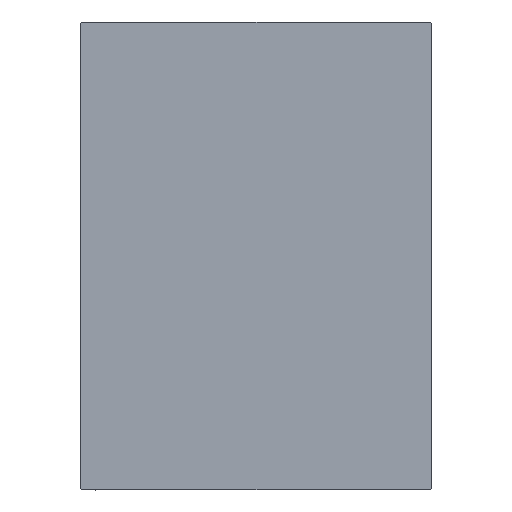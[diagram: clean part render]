
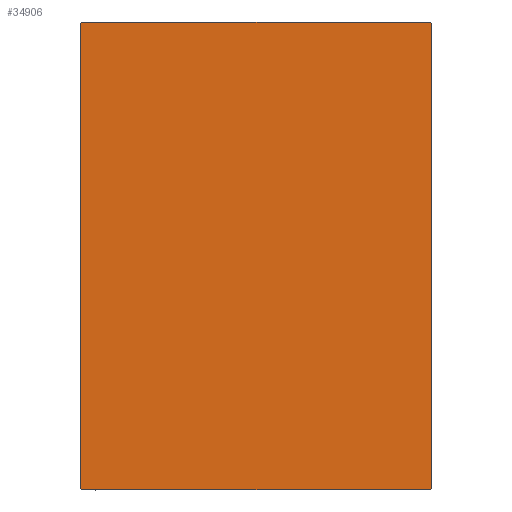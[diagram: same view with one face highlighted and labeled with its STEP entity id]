
A CAD part, left-side view. The second image highlights one B-rep face of the part: STEP entity #34906.
In plain terms, the highlighted face is planar.
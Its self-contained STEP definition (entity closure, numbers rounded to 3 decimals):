
#188 = LINE ( 'NONE', #14146, #34204 ) ;
#1123 = EDGE_CURVE ( 'NONE', #32946, #19708, #16239, .T. ) ;
#2231 = ORIENTED_EDGE ( 'NONE', *, *, #1123, .T. ) ;
#4099 = CARTESIAN_POINT ( 'NONE',  ( 130., 37.5, 49.7 ) ) ;
#4202 = VECTOR ( 'NONE', #34255, 1000. ) ;
#4260 = ORIENTED_EDGE ( 'NONE', *, *, #13803, .T. ) ;
#4908 = CARTESIAN_POINT ( 'NONE',  ( 130., 0., 0. ) ) ;
#5611 = VECTOR ( 'NONE', #30169, 1000. ) ;
#6413 = CARTESIAN_POINT ( 'NONE',  ( 130., 43.6, -43.6 ) ) ;
#8231 = DIRECTION ( 'NONE',  ( 0., 0.707, 0.707 ) ) ;
#8703 = LINE ( 'NONE', #21981, #42356 ) ;
#9135 = AXIS2_PLACEMENT_3D ( 'NONE', #4908, #18223, #31496 ) ;
#10437 = DIRECTION ( 'NONE',  ( 0., 0., -1. ) ) ;
#10942 = CARTESIAN_POINT ( 'NONE',  ( 130., 43.6, 43.6 ) ) ;
#11046 = CARTESIAN_POINT ( 'NONE',  ( 130., -43.6, -43.6 ) ) ;
#11549 = ORIENTED_EDGE ( 'NONE', *, *, #29489, .T. ) ;
#11809 = CARTESIAN_POINT ( 'NONE',  ( 130., -37.2, -50. ) ) ;
#12606 = ORIENTED_EDGE ( 'NONE', *, *, #33649, .T. ) ;
#13085 = LINE ( 'NONE', #13296, #39774 ) ;
#13296 = CARTESIAN_POINT ( 'NONE',  ( 130., -43.6, 43.6 ) ) ;
#13803 = EDGE_CURVE ( 'NONE', #41451, #16707, #13085, .T. ) ;
#14146 = CARTESIAN_POINT ( 'NONE',  ( 130., -37.5, 50. ) ) ;
#15164 = PLANE ( 'NONE',  #9135 ) ;
#16239 = LINE ( 'NONE', #6413, #24921 ) ;
#16707 = VERTEX_POINT ( 'NONE', #28655 ) ;
#17997 = VECTOR ( 'NONE', #37637, 1000. ) ;
#18223 = DIRECTION ( 'NONE',  ( 1., 0., 0. ) ) ;
#19708 = VERTEX_POINT ( 'NONE', #38120 ) ;
#21429 = LINE ( 'NONE', #38222, #33672 ) ;
#21981 = CARTESIAN_POINT ( 'NONE',  ( 130., 37.5, 50. ) ) ;
#23842 = LINE ( 'NONE', #37158, #5611 ) ;
#24472 = CARTESIAN_POINT ( 'NONE',  ( 130., 37.2, -50. ) ) ;
#24539 = LINE ( 'NONE', #11046, #17997 ) ;
#24921 = VECTOR ( 'NONE', #8231, 1000. ) ;
#25115 = EDGE_LOOP ( 'NONE', ( #12606, #2231, #27234, #39787, #11549, #4260, #29859, #33223 ) ) ;
#26566 = DIRECTION ( 'NONE',  ( 0., -0.707, -0.707 ) ) ;
#27234 = ORIENTED_EDGE ( 'NONE', *, *, #42245, .T. ) ;
#27235 = CARTESIAN_POINT ( 'NONE',  ( 130., 37.2, 50. ) ) ;
#28655 = CARTESIAN_POINT ( 'NONE',  ( 130., -37.5, 49.7 ) ) ;
#29489 = EDGE_CURVE ( 'NONE', #40339, #41451, #8703, .T. ) ;
#29723 = EDGE_CURVE ( 'NONE', #36630, #33917, #24539, .T. ) ;
#29859 = ORIENTED_EDGE ( 'NONE', *, *, #32252, .T. ) ;
#30169 = DIRECTION ( 'NONE',  ( 0., 1., 0. ) ) ;
#30797 = DIRECTION ( 'NONE',  ( 0., 0., 1. ) ) ;
#31496 = DIRECTION ( 'NONE',  ( 0., 0., -1. ) ) ;
#32252 = EDGE_CURVE ( 'NONE', #16707, #36630, #188, .T. ) ;
#32946 = VERTEX_POINT ( 'NONE', #24472 ) ;
#33223 = ORIENTED_EDGE ( 'NONE', *, *, #29723, .T. ) ;
#33649 = EDGE_CURVE ( 'NONE', #33917, #32946, #23842, .T. ) ;
#33672 = VECTOR ( 'NONE', #30797, 1000. ) ;
#33917 = VERTEX_POINT ( 'NONE', #11809 ) ;
#33934 = EDGE_CURVE ( 'NONE', #37850, #40339, #37530, .T. ) ;
#34204 = VECTOR ( 'NONE', #10437, 1000. ) ;
#34255 = DIRECTION ( 'NONE',  ( 0., -0.707, 0.707 ) ) ;
#34334 = FACE_OUTER_BOUND ( 'NONE', #25115, .T. ) ;
#34906 = ADVANCED_FACE ( 'NONE', ( #34334 ), #15164, .T. ) ;
#35289 = DIRECTION ( 'NONE',  ( 0., -1., 0. ) ) ;
#36630 = VERTEX_POINT ( 'NONE', #39623 ) ;
#37158 = CARTESIAN_POINT ( 'NONE',  ( 130., -37.5, -50. ) ) ;
#37530 = LINE ( 'NONE', #10942, #4202 ) ;
#37637 = DIRECTION ( 'NONE',  ( 0., 0.707, -0.707 ) ) ;
#37850 = VERTEX_POINT ( 'NONE', #4099 ) ;
#38120 = CARTESIAN_POINT ( 'NONE',  ( 130., 37.5, -49.7 ) ) ;
#38222 = CARTESIAN_POINT ( 'NONE',  ( 130., 37.5, -50. ) ) ;
#39623 = CARTESIAN_POINT ( 'NONE',  ( 130., -37.5, -49.7 ) ) ;
#39774 = VECTOR ( 'NONE', #26566, 1000. ) ;
#39787 = ORIENTED_EDGE ( 'NONE', *, *, #33934, .T. ) ;
#40339 = VERTEX_POINT ( 'NONE', #27235 ) ;
#40507 = CARTESIAN_POINT ( 'NONE',  ( 130., -37.2, 50. ) ) ;
#41451 = VERTEX_POINT ( 'NONE', #40507 ) ;
#42245 = EDGE_CURVE ( 'NONE', #19708, #37850, #21429, .T. ) ;
#42356 = VECTOR ( 'NONE', #35289, 1000. ) ;
